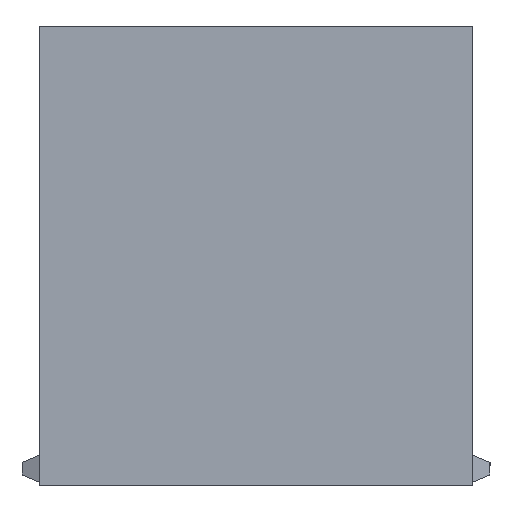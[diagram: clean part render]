
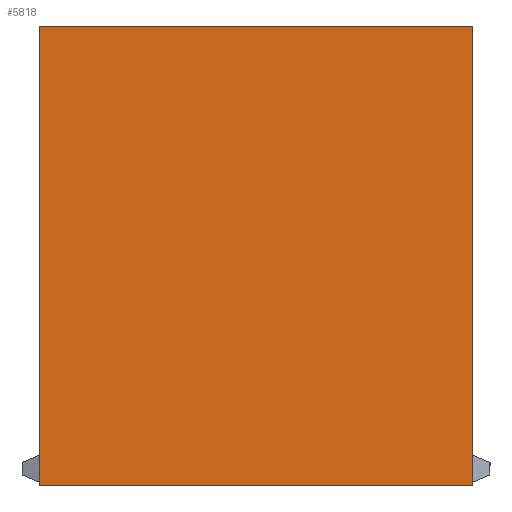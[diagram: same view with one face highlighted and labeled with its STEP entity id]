
A CAD part, left-side view. The second image highlights one B-rep face of the part: STEP entity #5818.
In plain terms, the highlighted planar face has unit normal (-1, 0, 0).
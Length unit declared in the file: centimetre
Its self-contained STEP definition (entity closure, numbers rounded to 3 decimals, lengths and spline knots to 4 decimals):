
#328=FACE_OUTER_BOUND('',#679,.T.);
#679=EDGE_LOOP('',(#4714,#4715,#4716,#4717));
#1269=LINE('',#8907,#2040);
#1328=LINE('',#9021,#2099);
#1329=LINE('',#9023,#2100);
#1330=LINE('',#9024,#2101);
#2040=VECTOR('',#7317,0.51);
#2099=VECTOR('',#7420,0.54);
#2100=VECTOR('',#7421,0.51);
#2101=VECTOR('',#7422,0.54);
#2634=VERTEX_POINT('',#8901);
#2636=VERTEX_POINT('',#8905);
#2669=VERTEX_POINT('',#9020);
#2670=VERTEX_POINT('',#9022);
#3323=EDGE_CURVE('',#2634,#2636,#1269,.T.);
#3382=EDGE_CURVE('',#2669,#2636,#1328,.T.);
#3383=EDGE_CURVE('',#2670,#2669,#1329,.T.);
#3384=EDGE_CURVE('',#2670,#2634,#1330,.T.);
#4714=ORIENTED_EDGE('',*,*,#3323,.T.);
#4715=ORIENTED_EDGE('',*,*,#3382,.F.);
#4716=ORIENTED_EDGE('',*,*,#3383,.F.);
#4717=ORIENTED_EDGE('',*,*,#3384,.T.);
#5467=PLANE('',#6211);
#5818=ADVANCED_FACE('',(#328),#5467,.F.);
#6211=AXIS2_PLACEMENT_3D('',#9019,#7418,#7419);
#7317=DIRECTION('',(0.,-1.,0.));
#7418=DIRECTION('center_axis',(1.,0.,0.));
#7419=DIRECTION('ref_axis',(0.,0.,-1.));
#7420=DIRECTION('',(0.,0.,-1.));
#7421=DIRECTION('',(0.,-1.,0.));
#7422=DIRECTION('',(0.,0.,-1.));
#8901=CARTESIAN_POINT('',(-0.5968,0.4507,0.));
#8905=CARTESIAN_POINT('',(-0.5968,-0.0593,0.));
#8907=CARTESIAN_POINT('',(-0.5968,0.4507,0.));
#9019=CARTESIAN_POINT('Origin',(-0.5968,0.4507,0.54));
#9020=CARTESIAN_POINT('',(-0.5968,-0.0593,0.54));
#9021=CARTESIAN_POINT('',(-0.5968,-0.0593,0.54));
#9022=CARTESIAN_POINT('',(-0.5968,0.4507,0.54));
#9023=CARTESIAN_POINT('',(-0.5968,0.4507,0.54));
#9024=CARTESIAN_POINT('',(-0.5968,0.4507,0.54));
